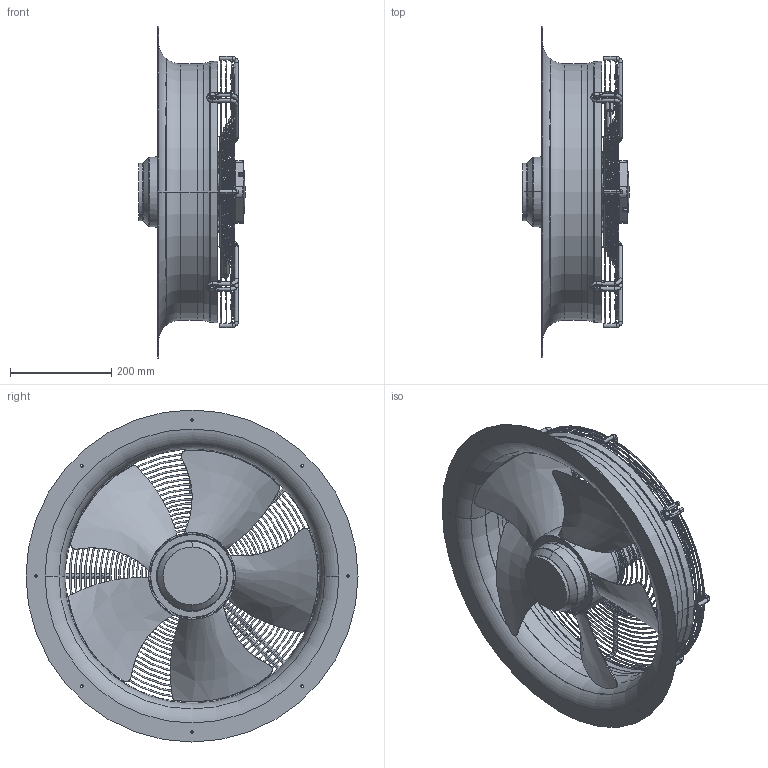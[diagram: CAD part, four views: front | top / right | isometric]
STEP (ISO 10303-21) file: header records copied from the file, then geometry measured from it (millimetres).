
FILE_DESCRIPTION((''),'2;1');
FILE_NAME('60150221','2019-12-19T',('U371994'),('DANFOSS COMMERCIAL COMPRESSOR'),'CREO PARAMETRIC BY PTC INC, 2015480','CREO PARAMETRIC BY PTC INC, 2015480','');
FILE_SCHEMA(('CONFIG_CONTROL_DESIGN'));
Products named in the file (1): 60150221
Bounding box: 209.8 x 655 x 655 mm (x, y, z)
Surface area: 1398664.7 mm2 (no closed solid volume)
Topology: 0 solids, 68 shells, 2045 faces, 6478 edges, 4062 vertices
Faces by surface type: plane 990, torus 461, cylinder 343, cone 144, bspline 100, sphere 7
Entity records: 81743 total; most frequent: CARTESIAN_POINT 27213, ORIENTED_EDGE 12618, DIRECTION 10072, EDGE_CURVE 6412, VERTEX_POINT 4031, AXIS2_PLACEMENT_3D 3737, VECTOR 2598, LINE 2598
